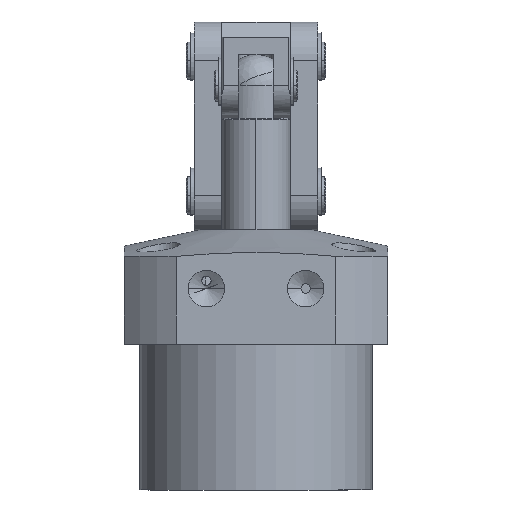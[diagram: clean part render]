
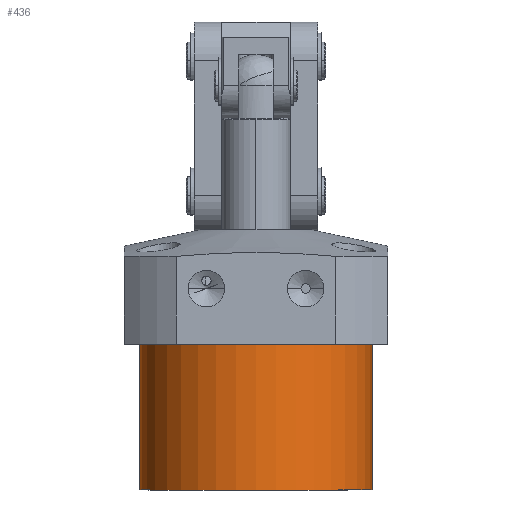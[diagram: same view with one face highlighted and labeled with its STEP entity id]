
A CAD part, left-side view. The second image highlights one B-rep face of the part: STEP entity #436.
In plain terms, the highlighted cylindrical face has radius 37.5 mm (diameter 75 mm), a partial arc.
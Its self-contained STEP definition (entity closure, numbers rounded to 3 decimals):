
#413 = CARTESIAN_POINT ( 'NONE',  ( 0., -1000., 0. ) ) ;
#436 = ADVANCED_FACE ( 'NONE', ( #5125 ), #6214, .T. ) ;
#1058 = AXIS2_PLACEMENT_3D ( 'NONE', #8459, #3908, #9230 ) ;
#1707 = CIRCLE ( 'NONE', #5727, 37.5 ) ;
#1781 = VERTEX_POINT ( 'NONE', #8175 ) ;
#1799 = VECTOR ( 'NONE', #7658, 1000. ) ;
#1891 = DIRECTION ( 'NONE',  ( 0., -1., 0. ) ) ;
#1962 = CARTESIAN_POINT ( 'NONE',  ( 0., 0., -37.5 ) ) ;
#2036 = LINE ( 'NONE', #3821, #1799 ) ;
#2170 = VERTEX_POINT ( 'NONE', #9793 ) ;
#2504 = VERTEX_POINT ( 'NONE', #3760 ) ;
#2634 = CIRCLE ( 'NONE', #1058, 37.5 ) ;
#2829 = EDGE_LOOP ( 'NONE', ( #3214, #8197, #8612, #6674 ) ) ;
#3214 = ORIENTED_EDGE ( 'NONE', *, *, #9261, .F. ) ;
#3603 = LINE ( 'NONE', #8321, #9427 ) ;
#3760 = CARTESIAN_POINT ( 'NONE',  ( 0., 47., 37.5 ) ) ;
#3768 = DIRECTION ( 'NONE',  ( 0., -1., 0. ) ) ;
#3821 = CARTESIAN_POINT ( 'NONE',  ( 0., -1000., -37.5 ) ) ;
#3908 = DIRECTION ( 'NONE',  ( 0., 1., 0. ) ) ;
#5125 = FACE_OUTER_BOUND ( 'NONE', #2829, .T. ) ;
#5325 = VERTEX_POINT ( 'NONE', #1962 ) ;
#5488 = EDGE_CURVE ( 'NONE', #1781, #5325, #2036, .T. ) ;
#5727 = AXIS2_PLACEMENT_3D ( 'NONE', #6466, #1891, #7199 ) ;
#5828 = DIRECTION ( 'NONE',  ( 0., -1., 0. ) ) ;
#6214 = CYLINDRICAL_SURFACE ( 'NONE', #6704, 37.5 ) ;
#6466 = CARTESIAN_POINT ( 'NONE',  ( 0., 47., 0. ) ) ;
#6674 = ORIENTED_EDGE ( 'NONE', *, *, #9488, .T. ) ;
#6704 = AXIS2_PLACEMENT_3D ( 'NONE', #413, #5828, #7263 ) ;
#7199 = DIRECTION ( 'NONE',  ( 0., 0., -1. ) ) ;
#7263 = DIRECTION ( 'NONE',  ( 0., 0., -1. ) ) ;
#7658 = DIRECTION ( 'NONE',  ( 0., -1., 0. ) ) ;
#8175 = CARTESIAN_POINT ( 'NONE',  ( 0., 47., -37.5 ) ) ;
#8197 = ORIENTED_EDGE ( 'NONE', *, *, #9012, .T. ) ;
#8321 = CARTESIAN_POINT ( 'NONE',  ( 0., -1000., 37.5 ) ) ;
#8459 = CARTESIAN_POINT ( 'NONE',  ( 0., 0., 0. ) ) ;
#8612 = ORIENTED_EDGE ( 'NONE', *, *, #5488, .T. ) ;
#9012 = EDGE_CURVE ( 'NONE', #2504, #1781, #1707, .T. ) ;
#9230 = DIRECTION ( 'NONE',  ( 0., 0., -1. ) ) ;
#9261 = EDGE_CURVE ( 'NONE', #2504, #2170, #3603, .T. ) ;
#9427 = VECTOR ( 'NONE', #3768, 1000. ) ;
#9488 = EDGE_CURVE ( 'NONE', #5325, #2170, #2634, .T. ) ;
#9793 = CARTESIAN_POINT ( 'NONE',  ( 0., 0., 37.5 ) ) ;
